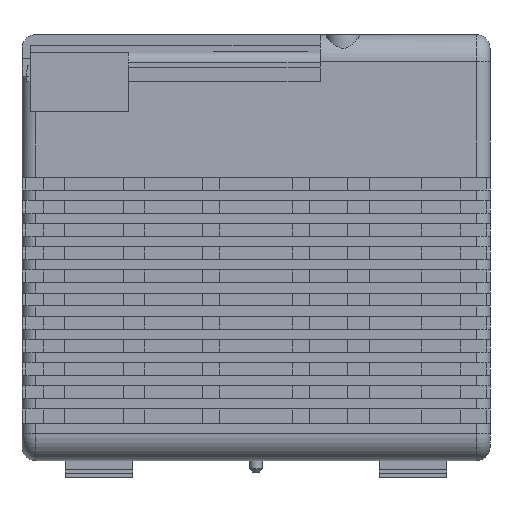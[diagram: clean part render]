
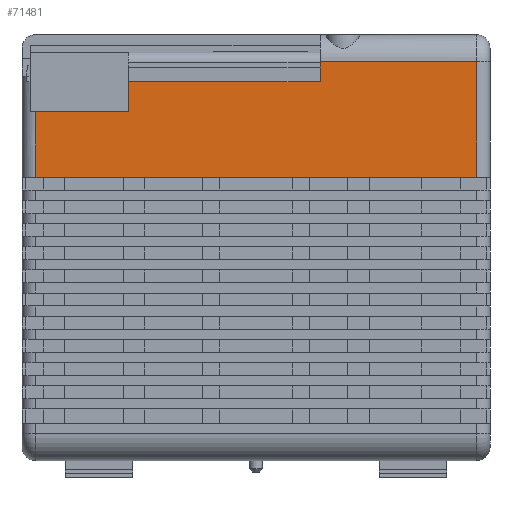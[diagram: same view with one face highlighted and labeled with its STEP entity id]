
A CAD part, front view. The second image highlights one B-rep face of the part: STEP entity #71481.
In plain terms, the highlighted planar face has unit normal (0, -1, 0).
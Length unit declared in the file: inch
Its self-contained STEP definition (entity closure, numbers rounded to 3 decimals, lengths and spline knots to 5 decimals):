
#1680 = DIRECTION ( 'NONE',  ( 0., 0., 1. ) ) ;
#5643 = CARTESIAN_POINT ( 'NONE',  ( 2.045, -2.9525, 0.655 ) ) ;
#6086 = EDGE_CURVE ( 'NONE', #68049, #112304, #41177, .T. ) ;
#7270 = CARTESIAN_POINT ( 'NONE',  ( -1.185, -2.9525, 1.541 ) ) ;
#15656 = LINE ( 'NONE', #94785, #117189 ) ;
#15717 = ORIENTED_EDGE ( 'NONE', *, *, #151665, .T. ) ;
#21423 = EDGE_LOOP ( 'NONE', ( #73258, #134012, #54839, #129545, #205878, #206403, #15717, #134514 ) ) ;
#27480 = CARTESIAN_POINT ( 'NONE',  ( -2.045, -2.9525, 1.975 ) ) ;
#29070 = VERTEX_POINT ( 'NONE', #121269 ) ;
#33641 = DIRECTION ( 'NONE',  ( 0., 0., 1. ) ) ;
#33656 = VECTOR ( 'NONE', #120153, 39.37008 ) ;
#34827 = VECTOR ( 'NONE', #192322, 39.37008 ) ;
#38504 = VERTEX_POINT ( 'NONE', #184878 ) ;
#39453 = CARTESIAN_POINT ( 'NONE',  ( 0.595, -2.9525, 1.975 ) ) ;
#41177 = LINE ( 'NONE', #174026, #34827 ) ;
#41882 = DIRECTION ( 'NONE',  ( -1., 0., 0. ) ) ;
#42691 = CARTESIAN_POINT ( 'NONE',  ( -1.185, -2.9525, 1.26 ) ) ;
#44625 = VERTEX_POINT ( 'NONE', #201927 ) ;
#52069 = CARTESIAN_POINT ( 'NONE',  ( 2.045, -2.9525, 1.725 ) ) ;
#54839 = ORIENTED_EDGE ( 'NONE', *, *, #134933, .T. ) ;
#61259 = VECTOR ( 'NONE', #93725, 39.37008 ) ;
#61549 = DIRECTION ( 'NONE',  ( -1., 0., 0. ) ) ;
#61740 = CARTESIAN_POINT ( 'NONE',  ( -1.185, -2.9525, 2.02011 ) ) ;
#63405 = EDGE_CURVE ( 'NONE', #143563, #209780, #179274, .T. ) ;
#67072 = AXIS2_PLACEMENT_3D ( 'NONE', #93087, #155151, #33641 ) ;
#67829 = FACE_OUTER_BOUND ( 'NONE', #21423, .T. ) ;
#68049 = VERTEX_POINT ( 'NONE', #5643 ) ;
#71481 = ADVANCED_FACE ( 'NONE', ( #67829 ), #235765, .F. ) ;
#73258 = ORIENTED_EDGE ( 'NONE', *, *, #6086, .T. ) ;
#87543 = LINE ( 'NONE', #183132, #195466 ) ;
#93087 = CARTESIAN_POINT ( 'NONE',  ( -2.17, -2.9525, 1.975 ) ) ;
#93725 = DIRECTION ( 'NONE',  ( 1., 0., 0. ) ) ;
#94785 = CARTESIAN_POINT ( 'NONE',  ( -2.17, -2.9525, 1.541 ) ) ;
#112304 = VERTEX_POINT ( 'NONE', #52069 ) ;
#115884 = EDGE_CURVE ( 'NONE', #68049, #44625, #87543, .T. ) ;
#117189 = VECTOR ( 'NONE', #156000, 39.37008 ) ;
#120153 = DIRECTION ( 'NONE',  ( 0., 0., -1. ) ) ;
#121269 = CARTESIAN_POINT ( 'NONE',  ( 0.595, -2.9525, 1.725 ) ) ;
#125351 = VECTOR ( 'NONE', #1680, 39.37008 ) ;
#129545 = ORIENTED_EDGE ( 'NONE', *, *, #139992, .T. ) ;
#133676 = CARTESIAN_POINT ( 'NONE',  ( -2.045, -2.9525, 1.26 ) ) ;
#134012 = ORIENTED_EDGE ( 'NONE', *, *, #219961, .T. ) ;
#134514 = ORIENTED_EDGE ( 'NONE', *, *, #115884, .F. ) ;
#134933 = EDGE_CURVE ( 'NONE', #29070, #38504, #242975, .T. ) ;
#139992 = EDGE_CURVE ( 'NONE', #38504, #209780, #15656, .T. ) ;
#143066 = VECTOR ( 'NONE', #148992, 39.37008 ) ;
#143563 = VERTEX_POINT ( 'NONE', #42691 ) ;
#148992 = DIRECTION ( 'NONE',  ( 0., 0., -1. ) ) ;
#151665 = EDGE_CURVE ( 'NONE', #194705, #44625, #250885, .T. ) ;
#155151 = DIRECTION ( 'NONE',  ( 0., 1., 0. ) ) ;
#156000 = DIRECTION ( 'NONE',  ( -1., 0., 0. ) ) ;
#164298 = CARTESIAN_POINT ( 'NONE',  ( -2.045, -2.9525, 1.725 ) ) ;
#174026 = CARTESIAN_POINT ( 'NONE',  ( 2.045, -2.9525, 1.975 ) ) ;
#179274 = LINE ( 'NONE', #61740, #125351 ) ;
#183132 = CARTESIAN_POINT ( 'NONE',  ( -2.17, -2.9525, 0.655 ) ) ;
#184878 = CARTESIAN_POINT ( 'NONE',  ( 0.595, -2.9525, 1.541 ) ) ;
#187421 = EDGE_CURVE ( 'NONE', #194705, #143563, #223078, .T. ) ;
#192322 = DIRECTION ( 'NONE',  ( 0., 0., 1. ) ) ;
#194705 = VERTEX_POINT ( 'NONE', #133676 ) ;
#194813 = CARTESIAN_POINT ( 'NONE',  ( -2.095, -2.9525, 1.26 ) ) ;
#195466 = VECTOR ( 'NONE', #61549, 39.37008 ) ;
#201927 = CARTESIAN_POINT ( 'NONE',  ( -2.045, -2.9525, 0.655 ) ) ;
#205878 = ORIENTED_EDGE ( 'NONE', *, *, #63405, .F. ) ;
#206403 = ORIENTED_EDGE ( 'NONE', *, *, #187421, .F. ) ;
#209780 = VERTEX_POINT ( 'NONE', #7270 ) ;
#219961 = EDGE_CURVE ( 'NONE', #112304, #29070, #253803, .T. ) ;
#223078 = LINE ( 'NONE', #194813, #61259 ) ;
#235765 = PLANE ( 'NONE',  #67072 ) ;
#242975 = LINE ( 'NONE', #39453, #33656 ) ;
#247458 = VECTOR ( 'NONE', #41882, 39.37008 ) ;
#250885 = LINE ( 'NONE', #27480, #143066 ) ;
#253803 = LINE ( 'NONE', #164298, #247458 ) ;
